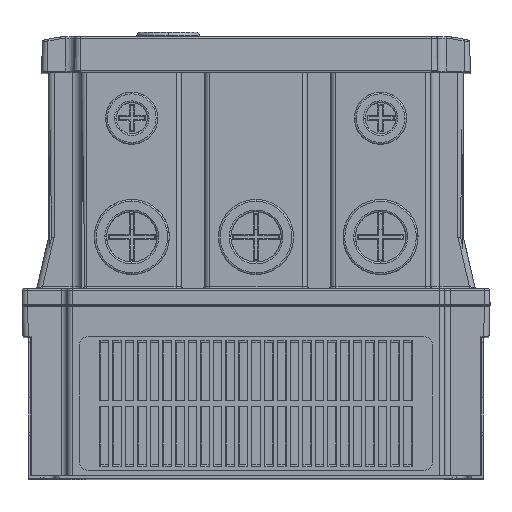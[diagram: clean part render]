
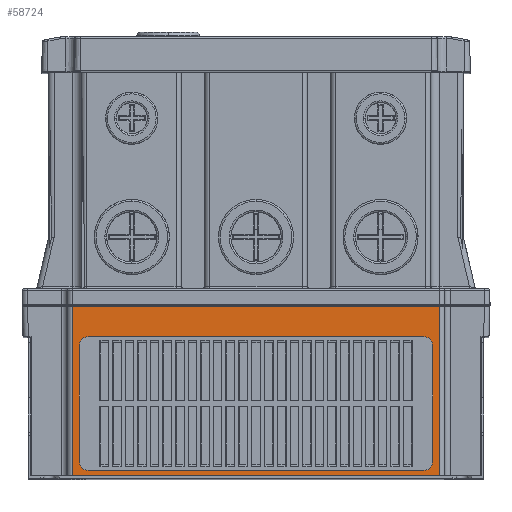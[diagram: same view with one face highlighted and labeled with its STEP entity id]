
A CAD part, top view. The second image highlights one B-rep face of the part: STEP entity #58724.
In plain terms, the highlighted planar face has unit normal (0, 0, 1).
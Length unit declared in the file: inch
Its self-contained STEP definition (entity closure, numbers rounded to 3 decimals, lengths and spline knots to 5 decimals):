
#284 = AXIS2_PLACEMENT_3D ( 'NONE', #198068, #63803, #130566 ) ;
#882 = DIRECTION ( 'NONE',  ( 1., 0., 0. ) ) ;
#1270 = CARTESIAN_POINT ( 'NONE',  ( 3.66929, -3.47638, 7.48031 ) ) ;
#3278 = DIRECTION ( 'NONE',  ( 0., 1., 0. ) ) ;
#5216 = CARTESIAN_POINT ( 'NONE',  ( -3.86614, 0., 7.48031 ) ) ;
#8824 = DIRECTION ( 'NONE',  ( -1., 0., 0. ) ) ;
#15222 = AXIS2_PLACEMENT_3D ( 'NONE', #102375, #68257, #154235 ) ;
#17503 = VECTOR ( 'NONE', #8824, 39.37008 ) ;
#21360 = VECTOR ( 'NONE', #103886, 39.37008 ) ;
#22917 = LINE ( 'NONE', #99761, #166110 ) ;
#25390 = VERTEX_POINT ( 'NONE', #108395 ) ;
#25980 = CARTESIAN_POINT ( 'NONE',  ( 3.86614, -3.27953, 7.48031 ) ) ;
#28700 = ORIENTED_EDGE ( 'NONE', *, *, #83018, .T. ) ;
#32186 = DIRECTION ( 'NONE',  ( -1., 0., 0. ) ) ;
#32606 = CARTESIAN_POINT ( 'NONE',  ( 3.86614, -0.74803, 7.48031 ) ) ;
#32746 = CARTESIAN_POINT ( 'NONE',  ( 4.01575, -3.58661, 7.48031 ) ) ;
#33415 = ORIENTED_EDGE ( 'NONE', *, *, #65824, .T. ) ;
#58096 = CARTESIAN_POINT ( 'NONE',  ( -5.11811, -0.55118, 7.48031 ) ) ;
#58724 = ADVANCED_FACE ( 'NONE', ( #190105, #200753 ), #120292, .T. ) ;
#60529 = DIRECTION ( 'NONE',  ( 0., 1., 0. ) ) ;
#62388 = VERTEX_POINT ( 'NONE', #1270 ) ;
#62550 = ORIENTED_EDGE ( 'NONE', *, *, #62660, .F. ) ;
#62660 = EDGE_CURVE ( 'NONE', #125362, #127946, #114747, .T. ) ;
#62892 = CIRCLE ( 'NONE', #145915, 0.19685 ) ;
#63803 = DIRECTION ( 'NONE',  ( 0., 0., -1. ) ) ;
#65687 = CARTESIAN_POINT ( 'NONE',  ( -5.11811, 0.11811, 7.48031 ) ) ;
#65824 = EDGE_CURVE ( 'NONE', #25390, #97904, #190907, .T. ) ;
#68257 = DIRECTION ( 'NONE',  ( 0., 0., -1. ) ) ;
#69033 = CARTESIAN_POINT ( 'NONE',  ( 3.86614, 0., 7.48031 ) ) ;
#69841 = CARTESIAN_POINT ( 'NONE',  ( -5.11811, 0., 7.48031 ) ) ;
#74108 = LINE ( 'NONE', #65687, #204129 ) ;
#74449 = ORIENTED_EDGE ( 'NONE', *, *, #78484, .T. ) ;
#78484 = EDGE_CURVE ( 'NONE', #184959, #180369, #95511, .T. ) ;
#82555 = ORIENTED_EDGE ( 'NONE', *, *, #193295, .T. ) ;
#82637 = ORIENTED_EDGE ( 'NONE', *, *, #89607, .T. ) ;
#82678 = DIRECTION ( 'NONE',  ( -1., 0., 0. ) ) ;
#83018 = EDGE_CURVE ( 'NONE', #97904, #164266, #62892, .T. ) ;
#89607 = EDGE_CURVE ( 'NONE', #180369, #62388, #184724, .T. ) ;
#95511 = LINE ( 'NONE', #69033, #21360 ) ;
#97904 = VERTEX_POINT ( 'NONE', #179466 ) ;
#99761 = CARTESIAN_POINT ( 'NONE',  ( 4.01575, 0., 7.48031 ) ) ;
#102375 = CARTESIAN_POINT ( 'NONE',  ( 3.66929, -0.74803, 7.48031 ) ) ;
#102570 = CARTESIAN_POINT ( 'NONE',  ( -4.02209, -3.58661, 7.48031 ) ) ;
#102629 = EDGE_CURVE ( 'NONE', #194276, #125362, #122646, .T. ) ;
#103886 = DIRECTION ( 'NONE',  ( 0., -1., 0. ) ) ;
#104158 = VECTOR ( 'NONE', #60529, 39.37008 ) ;
#104633 = EDGE_LOOP ( 'NONE', ( #218080, #133963, #62550, #116384 ) ) ;
#108395 = CARTESIAN_POINT ( 'NONE',  ( -3.86614, -3.27953, 7.48031 ) ) ;
#109220 = DIRECTION ( 'NONE',  ( 1., 0., 0. ) ) ;
#110662 = VECTOR ( 'NONE', #109220, 39.37008 ) ;
#114747 = LINE ( 'NONE', #178433, #104158 ) ;
#116384 = ORIENTED_EDGE ( 'NONE', *, *, #102629, .F. ) ;
#120292 = PLANE ( 'NONE',  #157141 ) ;
#120998 = DIRECTION ( 'NONE',  ( 0., 0., 1. ) ) ;
#122646 = LINE ( 'NONE', #102570, #178413 ) ;
#123954 = DIRECTION ( 'NONE',  ( 0., 1., 0. ) ) ;
#124949 = ORIENTED_EDGE ( 'NONE', *, *, #219584, .T. ) ;
#125362 = VERTEX_POINT ( 'NONE', #205995 ) ;
#127420 = AXIS2_PLACEMENT_3D ( 'NONE', #204205, #136735, #32186 ) ;
#127946 = VERTEX_POINT ( 'NONE', #151629 ) ;
#130566 = DIRECTION ( 'NONE',  ( -1., 0., 0. ) ) ;
#132071 = DIRECTION ( 'NONE',  ( -1., 0., 0. ) ) ;
#133292 = CARTESIAN_POINT ( 'NONE',  ( -3.66929, -0.55118, 7.48031 ) ) ;
#133963 = ORIENTED_EDGE ( 'NONE', *, *, #200733, .T. ) ;
#136735 = DIRECTION ( 'NONE',  ( 0., 0., -1. ) ) ;
#141626 = VERTEX_POINT ( 'NONE', #202197 ) ;
#145915 = AXIS2_PLACEMENT_3D ( 'NONE', #214416, #196654, #132071 ) ;
#151629 = CARTESIAN_POINT ( 'NONE',  ( -4.01575, 0.11811, 7.48031 ) ) ;
#154235 = DIRECTION ( 'NONE',  ( -1., 0., 0. ) ) ;
#157141 = AXIS2_PLACEMENT_3D ( 'NONE', #69841, #120998, #882 ) ;
#159446 = ORIENTED_EDGE ( 'NONE', *, *, #171107, .T. ) ;
#159932 = CARTESIAN_POINT ( 'NONE',  ( 3.66929, -0.55118, 7.48031 ) ) ;
#163116 = CARTESIAN_POINT ( 'NONE',  ( -5.11811, -3.47638, 7.48031 ) ) ;
#164266 = VERTEX_POINT ( 'NONE', #133292 ) ;
#166110 = VECTOR ( 'NONE', #3278, 39.37008 ) ;
#168790 = EDGE_LOOP ( 'NONE', ( #180119, #74449, #82637, #159446, #82555, #33415, #28700, #124949 ) ) ;
#171107 = EDGE_CURVE ( 'NONE', #62388, #141626, #171548, .T. ) ;
#171200 = VERTEX_POINT ( 'NONE', #215005 ) ;
#171548 = LINE ( 'NONE', #163116, #17503 ) ;
#177691 = VECTOR ( 'NONE', #123954, 39.37008 ) ;
#178413 = VECTOR ( 'NONE', #190788, 39.37008 ) ;
#178433 = CARTESIAN_POINT ( 'NONE',  ( -4.01575, 0.12598, 7.48031 ) ) ;
#179466 = CARTESIAN_POINT ( 'NONE',  ( -3.86614, -0.74803, 7.48031 ) ) ;
#180119 = ORIENTED_EDGE ( 'NONE', *, *, #209840, .T. ) ;
#180369 = VERTEX_POINT ( 'NONE', #25980 ) ;
#184724 = CIRCLE ( 'NONE', #127420, 0.19685 ) ;
#184959 = VERTEX_POINT ( 'NONE', #32606 ) ;
#190105 = FACE_BOUND ( 'NONE', #168790, .T. ) ;
#190123 = VERTEX_POINT ( 'NONE', #159932 ) ;
#190788 = DIRECTION ( 'NONE',  ( -1., 0., 0. ) ) ;
#190907 = LINE ( 'NONE', #5216, #177691 ) ;
#193295 = EDGE_CURVE ( 'NONE', #141626, #25390, #195899, .T. ) ;
#194276 = VERTEX_POINT ( 'NONE', #32746 ) ;
#195739 = CIRCLE ( 'NONE', #15222, 0.19685 ) ;
#195899 = CIRCLE ( 'NONE', #284, 0.19685 ) ;
#196654 = DIRECTION ( 'NONE',  ( 0., 0., -1. ) ) ;
#198068 = CARTESIAN_POINT ( 'NONE',  ( -3.66929, -3.27953, 7.48031 ) ) ;
#200733 = EDGE_CURVE ( 'NONE', #171200, #127946, #74108, .T. ) ;
#200753 = FACE_OUTER_BOUND ( 'NONE', #104633, .T. ) ;
#200924 = LINE ( 'NONE', #58096, #110662 ) ;
#202197 = CARTESIAN_POINT ( 'NONE',  ( -3.66929, -3.47638, 7.48031 ) ) ;
#204129 = VECTOR ( 'NONE', #82678, 39.37008 ) ;
#204205 = CARTESIAN_POINT ( 'NONE',  ( 3.66929, -3.27953, 7.48031 ) ) ;
#205856 = EDGE_CURVE ( 'NONE', #194276, #171200, #22917, .T. ) ;
#205995 = CARTESIAN_POINT ( 'NONE',  ( -4.01575, -3.58661, 7.48031 ) ) ;
#209840 = EDGE_CURVE ( 'NONE', #190123, #184959, #195739, .T. ) ;
#214416 = CARTESIAN_POINT ( 'NONE',  ( -3.66929, -0.74803, 7.48031 ) ) ;
#215005 = CARTESIAN_POINT ( 'NONE',  ( 4.01575, 0.11811, 7.48031 ) ) ;
#218080 = ORIENTED_EDGE ( 'NONE', *, *, #205856, .T. ) ;
#219584 = EDGE_CURVE ( 'NONE', #164266, #190123, #200924, .T. ) ;
